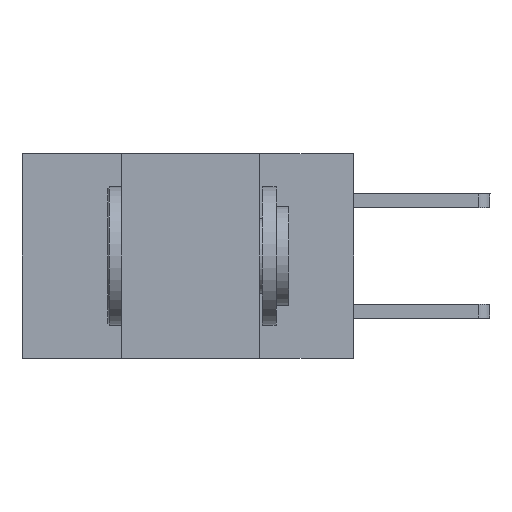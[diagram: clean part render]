
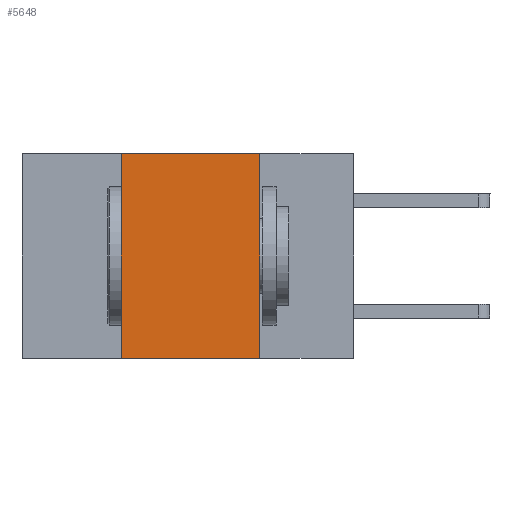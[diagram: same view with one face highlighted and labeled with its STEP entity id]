
A CAD part, left-side view. The second image highlights one B-rep face of the part: STEP entity #5648.
In plain terms, the highlighted planar face has unit normal (-1, 0, 0).
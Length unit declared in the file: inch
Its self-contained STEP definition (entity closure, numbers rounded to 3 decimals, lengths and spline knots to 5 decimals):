
#117 = VERTEX_POINT ( 'NONE', #8745 ) ;
#942 = VECTOR ( 'NONE', #4426, 39.37008 ) ;
#1137 = CARTESIAN_POINT ( 'NONE',  ( 0., 0.6, -0.37 ) ) ;
#1576 = EDGE_CURVE ( 'NONE', #117, #6146, #3423, .T. ) ;
#2004 = VECTOR ( 'NONE', #9218, 39.37008 ) ;
#2117 = CARTESIAN_POINT ( 'NONE',  ( 0., 0.17, 0. ) ) ;
#2140 = DIRECTION ( 'NONE',  ( 0., -1., 0. ) ) ;
#2176 = ORIENTED_EDGE ( 'NONE', *, *, #2341, .T. ) ;
#2341 = EDGE_CURVE ( 'NONE', #2587, #3016, #11553, .T. ) ;
#2521 = CARTESIAN_POINT ( 'NONE',  ( 0., 0.6, 0. ) ) ;
#2587 = VERTEX_POINT ( 'NONE', #10466 ) ;
#2645 = FACE_OUTER_BOUND ( 'NONE', #3999, .T. ) ;
#2800 = EDGE_CURVE ( 'NONE', #2587, #117, #6893, .T. ) ;
#2861 = ORIENTED_EDGE ( 'NONE', *, *, #1576, .F. ) ;
#3016 = VERTEX_POINT ( 'NONE', #9193 ) ;
#3423 = LINE ( 'NONE', #2521, #942 ) ;
#3882 = DIRECTION ( 'NONE',  ( 0., 0., -1. ) ) ;
#3999 = EDGE_LOOP ( 'NONE', ( #9553, #2861, #11049, #2176 ) ) ;
#4426 = DIRECTION ( 'NONE',  ( 0., -1., 0. ) ) ;
#5648 = ADVANCED_FACE ( 'NONE', ( #2645 ), #10059, .F. ) ;
#5869 = DIRECTION ( 'NONE',  ( 1., 0., 0. ) ) ;
#6146 = VERTEX_POINT ( 'NONE', #2117 ) ;
#6458 = CARTESIAN_POINT ( 'NONE',  ( 0., 0.42, 0. ) ) ;
#6569 = VECTOR ( 'NONE', #2140, 39.37008 ) ;
#6603 = CARTESIAN_POINT ( 'NONE',  ( 0., 0.6, 0. ) ) ;
#6893 = LINE ( 'NONE', #6458, #2004 ) ;
#7572 = VECTOR ( 'NONE', #10768, 39.37008 ) ;
#7580 = AXIS2_PLACEMENT_3D ( 'NONE', #6603, #5869, #3882 ) ;
#8745 = CARTESIAN_POINT ( 'NONE',  ( 0., 0.42, 0. ) ) ;
#9193 = CARTESIAN_POINT ( 'NONE',  ( 0., 0.17, -0.37 ) ) ;
#9218 = DIRECTION ( 'NONE',  ( 0., 0., 1. ) ) ;
#9553 = ORIENTED_EDGE ( 'NONE', *, *, #11066, .F. ) ;
#10059 = PLANE ( 'NONE',  #7580 ) ;
#10466 = CARTESIAN_POINT ( 'NONE',  ( 0., 0.42, -0.37 ) ) ;
#10768 = DIRECTION ( 'NONE',  ( 0., 0., -1. ) ) ;
#10808 = CARTESIAN_POINT ( 'NONE',  ( 0., 0.17, 0. ) ) ;
#11049 = ORIENTED_EDGE ( 'NONE', *, *, #2800, .F. ) ;
#11066 = EDGE_CURVE ( 'NONE', #6146, #3016, #11234, .T. ) ;
#11234 = LINE ( 'NONE', #10808, #7572 ) ;
#11553 = LINE ( 'NONE', #1137, #6569 ) ;
